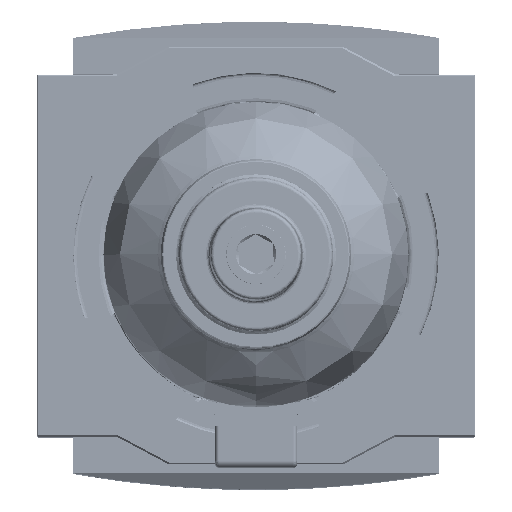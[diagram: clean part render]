
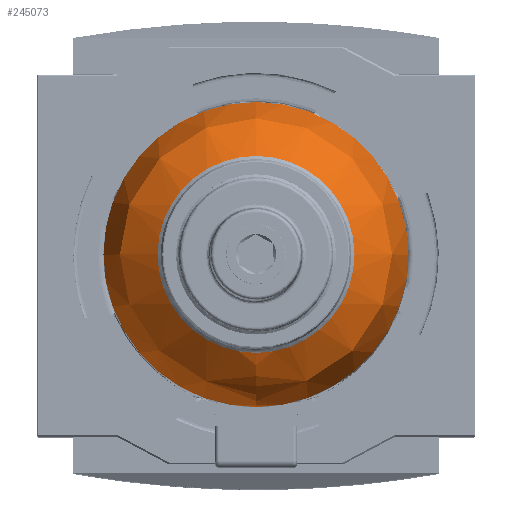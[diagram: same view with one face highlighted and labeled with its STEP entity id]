
A CAD part, top view. The second image highlights one B-rep face of the part: STEP entity #245073.
In plain terms, the highlighted free-form (B-spline) face has degree [2, 2] with [5, 9] control points.
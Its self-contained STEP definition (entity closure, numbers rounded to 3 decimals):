
#215546=CARTESIAN_POINT('',(-21.9,13.,0.0));
#215547=VERTEX_POINT('',#215546);
#215548=CARTESIAN_POINT('',(0.0,13.,0.0));
#215549=DIRECTION('',(0.0,1.0,0.0));
#215550=DIRECTION('',(-1.0,0.0,0.0));
#215551=AXIS2_PLACEMENT_3D('',#215548,#215549,#215550);
#215552=CIRCLE('',#215551,21.9);
#215553=EDGE_CURVE('',#215547,#215547,#215552,.T.);
#244999=CARTESIAN_POINT('',(-14.146,1.776,0.0));
#245000=VERTEX_POINT('',#244999);
#245001=CARTESIAN_POINT('',(0.0,1.776,0.0));
#245002=DIRECTION('',(0.0,1.0,0.0));
#245003=DIRECTION('',(-1.0,0.0,0.0));
#245004=AXIS2_PLACEMENT_3D('',#245001,#245002,#245003);
#245005=CIRCLE('',#245004,14.146);
#245006=EDGE_CURVE('',#245000,#245000,#245005,.T.);
#245014=CARTESIAN_POINT('',(0.,6.218,0.0));
#245015=CARTESIAN_POINT('',(0.,-1.08,-4.999));
#245016=CARTESIAN_POINT('',(0.,1.537,-13.45));
#245017=CARTESIAN_POINT('',(0.,4.154,-21.9));
#245018=CARTESIAN_POINT('',(0.,13.,-21.9));
#245019=CARTESIAN_POINT('',(0.,6.218,0.));
#245020=CARTESIAN_POINT('',(4.999,-1.08,-4.999));
#245021=CARTESIAN_POINT('',(13.45,1.537,-13.45));
#245022=CARTESIAN_POINT('',(21.9,4.154,-21.9));
#245023=CARTESIAN_POINT('',(21.9,13.,-21.9));
#245024=CARTESIAN_POINT('',(0.0,6.218,0.));
#245025=CARTESIAN_POINT('',(4.999,-1.08,0.));
#245026=CARTESIAN_POINT('',(13.45,1.537,0.));
#245027=CARTESIAN_POINT('',(21.9,4.154,0.));
#245028=CARTESIAN_POINT('',(21.9,13.,0.));
#245029=CARTESIAN_POINT('',(0.,6.218,0.));
#245030=CARTESIAN_POINT('',(4.999,-1.08,4.999));
#245031=CARTESIAN_POINT('',(13.45,1.537,13.45));
#245032=CARTESIAN_POINT('',(21.9,4.154,21.9));
#245033=CARTESIAN_POINT('',(21.9,13.,21.9));
#245034=CARTESIAN_POINT('',(0.,6.218,0.0));
#245035=CARTESIAN_POINT('',(0.,-1.08,4.999));
#245036=CARTESIAN_POINT('',(0.,1.537,13.45));
#245037=CARTESIAN_POINT('',(0.,4.154,21.9));
#245038=CARTESIAN_POINT('',(0.,13.,21.9));
#245039=CARTESIAN_POINT('',(0.,6.218,0.));
#245040=CARTESIAN_POINT('',(-4.999,-1.08,4.999));
#245041=CARTESIAN_POINT('',(-13.45,1.537,13.45));
#245042=CARTESIAN_POINT('',(-21.9,4.154,21.9));
#245043=CARTESIAN_POINT('',(-21.9,13.,21.9));
#245044=CARTESIAN_POINT('',(0.0,6.218,0.));
#245045=CARTESIAN_POINT('',(-4.999,-1.08,0.));
#245046=CARTESIAN_POINT('',(-13.45,1.537,0.));
#245047=CARTESIAN_POINT('',(-21.9,4.154,0.));
#245048=CARTESIAN_POINT('',(-21.9,13.,0.));
#245049=CARTESIAN_POINT('',(0.,6.218,0.));
#245050=CARTESIAN_POINT('',(-4.999,-1.08,-4.999));
#245051=CARTESIAN_POINT('',(-13.45,1.537,-13.45));
#245052=CARTESIAN_POINT('',(-21.9,4.154,-21.9));
#245053=CARTESIAN_POINT('',(-21.9,13.,-21.9));
#245054=CARTESIAN_POINT('',(0.,6.218,0.0));
#245055=CARTESIAN_POINT('',(0.,-1.08,-4.999));
#245056=CARTESIAN_POINT('',(0.,1.537,-13.45));
#245057=CARTESIAN_POINT('',(0.,4.154,-21.9));
#245058=CARTESIAN_POINT('',(0.,13.,-21.9));
#245066=(BOUNDED_SURFACE()B_SPLINE_SURFACE(2,2,((#245014,#245019,#245024,#245029,#245034,#245039,#245044,#245049,#245054),(#245015,#245020,#245025,#245030,#245035,#245040,#245045,#245050,#245055),(#245016,#245021,#245026,#245031,#245036,#245041,#245046,#245051,#245056),(#245017,#245022,#245027,#245032,#245037,#245042,#245047,#245052,#245057),(#245018,#245023,#245028,#245033,#245038,#245043,#245048,#245053,#245058)),.UNSPECIFIED.,.F.,.T.,.U.)B_SPLINE_SURFACE_WITH_KNOTS((3,2,3),(3,2,2,2,3),(-2.541,-1.27,0.),(0.0,1.571,3.142,4.712,6.283),.UNSPECIFIED.)GEOMETRIC_REPRESENTATION_ITEM()RATIONAL_B_SPLINE_SURFACE(((1.0,0.707,1.0,0.707,1.0,0.707,1.0,0.707,1.0),(0.805,0.569,0.805,0.569,0.805,0.569,0.805,0.569,0.805),(1.0,0.707,1.0,0.707,1.0,0.707,1.0,0.707,1.0),(0.805,0.569,0.805,0.569,0.805,0.569,0.805,0.569,0.805),(1.0,0.707,1.0,0.707,1.0,0.707,1.0,0.707,1.0)))REPRESENTATION_ITEM('')SURFACE());
#245067=ORIENTED_EDGE('',*,*,#215553,.F.);
#245068=EDGE_LOOP('',(#245067));
#245069=FACE_OUTER_BOUND('',#245068,.T.);
#245070=ORIENTED_EDGE('',*,*,#245006,.T.);
#245071=EDGE_LOOP('',(#245070));
#245072=FACE_BOUND('',#245071,.T.);
#245073=ADVANCED_FACE('',(#245069,#245072),#245066,.T.);
